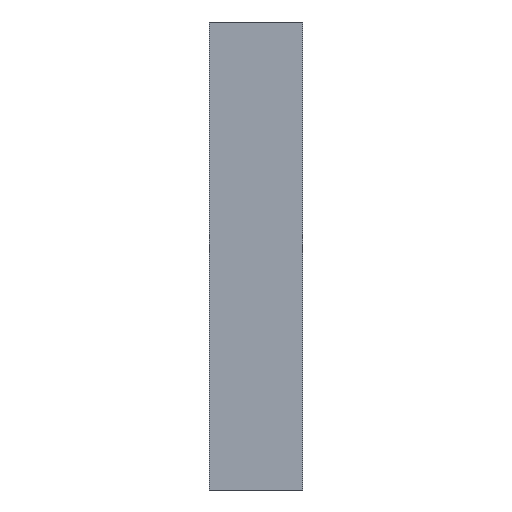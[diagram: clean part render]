
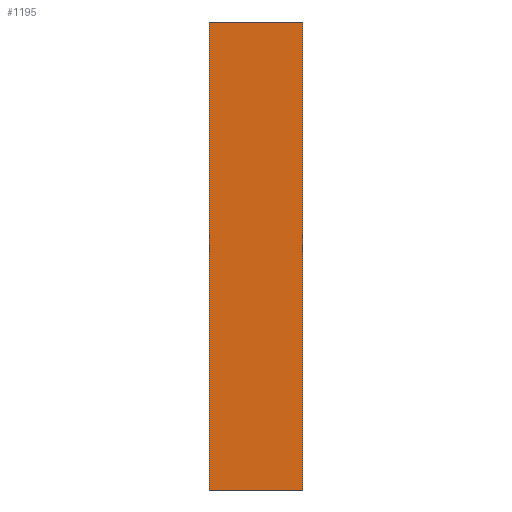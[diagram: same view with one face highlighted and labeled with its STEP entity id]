
A CAD part, left-side view. The second image highlights one B-rep face of the part: STEP entity #1195.
In plain terms, the highlighted planar face has unit normal (-1, 0, 0).
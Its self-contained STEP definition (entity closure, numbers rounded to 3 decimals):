
#45=PLANE('',#1287);
#87=FACE_OUTER_BOUND('',#157,.T.);
#157=EDGE_LOOP('',(#841,#842,#843,#844));
#236=LINE('',#1802,#364);
#239=LINE('',#1808,#367);
#241=LINE('',#1811,#369);
#242=LINE('',#1812,#370);
#364=VECTOR('',#1438,10.);
#367=VECTOR('',#1443,10.);
#369=VECTOR('',#1447,10.);
#370=VECTOR('',#1448,10.);
#531=VERTEX_POINT('',#1799);
#532=VERTEX_POINT('',#1801);
#533=VERTEX_POINT('',#1805);
#534=VERTEX_POINT('',#1807);
#648=EDGE_CURVE('',#532,#531,#236,.T.);
#651=EDGE_CURVE('',#534,#533,#239,.T.);
#653=EDGE_CURVE('',#531,#534,#241,.T.);
#654=EDGE_CURVE('',#533,#532,#242,.T.);
#841=ORIENTED_EDGE('',*,*,#653,.T.);
#842=ORIENTED_EDGE('',*,*,#651,.T.);
#843=ORIENTED_EDGE('',*,*,#654,.T.);
#844=ORIENTED_EDGE('',*,*,#648,.T.);
#1195=ADVANCED_FACE('',(#87),#45,.T.);
#1287=AXIS2_PLACEMENT_3D('',#1810,#1445,#1446);
#1438=DIRECTION('',(0.,-1.,0.));
#1443=DIRECTION('',(0.,1.,0.));
#1445=DIRECTION('center_axis',(-1.,0.,0.));
#1446=DIRECTION('ref_axis',(0.,0.,1.));
#1447=DIRECTION('',(0.,0.,1.));
#1448=DIRECTION('',(0.,0.,-1.));
#1799=CARTESIAN_POINT('',(-45.,0.,-4.913));
#1801=CARTESIAN_POINT('',(-45.,3.2,-4.913));
#1802=CARTESIAN_POINT('',(-45.,3.2,-4.913));
#1805=CARTESIAN_POINT('',(-45.,3.2,11.088));
#1807=CARTESIAN_POINT('',(-45.,0.,11.088));
#1808=CARTESIAN_POINT('',(-45.,0.,11.088));
#1810=CARTESIAN_POINT('Origin',(-45.,1.6,3.088));
#1811=CARTESIAN_POINT('',(-45.,0.,-4.913));
#1812=CARTESIAN_POINT('',(-45.,3.2,11.088));
